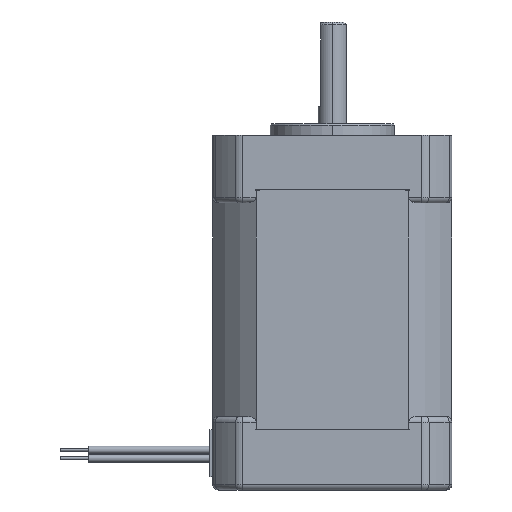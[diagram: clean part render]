
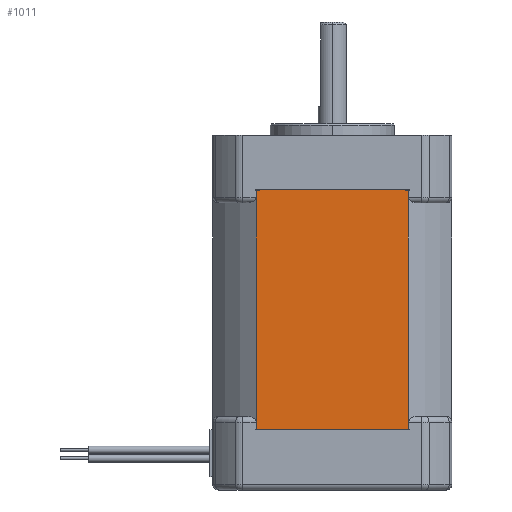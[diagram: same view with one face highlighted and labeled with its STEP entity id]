
A CAD part, left-side view. The second image highlights one B-rep face of the part: STEP entity #1011.
In plain terms, the highlighted planar face has unit normal (-1, 0, 0).
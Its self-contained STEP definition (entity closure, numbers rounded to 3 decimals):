
#141 = DIRECTION ( 'NONE',  ( 0., 1., 0. ) ) ;
#1011 = ADVANCED_FACE ( 'NONE', ( #11844 ), #11040, .F. ) ;
#1189 = CARTESIAN_POINT ( 'NONE',  ( -21.15, 13.47, 42.4 ) ) ;
#1422 = LINE ( 'NONE', #2700, #12513 ) ;
#1716 = CARTESIAN_POINT ( 'NONE',  ( -21.15, 13.47, 42.4 ) ) ;
#2291 = LINE ( 'NONE', #6530, #8796 ) ;
#2465 = VECTOR ( 'NONE', #12668, 1000. ) ;
#2700 = CARTESIAN_POINT ( 'NONE',  ( -21.15, 13.47, 0. ) ) ;
#2861 = VERTEX_POINT ( 'NONE', #5910 ) ;
#4009 = EDGE_LOOP ( 'NONE', ( #5661, #9272, #12261, #10044 ) ) ;
#5307 = CARTESIAN_POINT ( 'NONE',  ( -21.15, -13.47, 42.4 ) ) ;
#5389 = CARTESIAN_POINT ( 'NONE',  ( -21.15, 13.47, 0. ) ) ;
#5560 = EDGE_CURVE ( 'NONE', #12962, #5767, #2291, .T. ) ;
#5661 = ORIENTED_EDGE ( 'NONE', *, *, #6076, .T. ) ;
#5767 = VERTEX_POINT ( 'NONE', #13462 ) ;
#5910 = CARTESIAN_POINT ( 'NONE',  ( -21.15, 13.47, 42.4 ) ) ;
#5930 = LINE ( 'NONE', #1189, #11787 ) ;
#6076 = EDGE_CURVE ( 'NONE', #7640, #5767, #1422, .T. ) ;
#6530 = CARTESIAN_POINT ( 'NONE',  ( -21.15, -13.47, 42.4 ) ) ;
#6804 = EDGE_CURVE ( 'NONE', #2861, #7640, #5930, .T. ) ;
#7640 = VERTEX_POINT ( 'NONE', #5389 ) ;
#8689 = DIRECTION ( 'NONE',  ( 0., 0., -1. ) ) ;
#8796 = VECTOR ( 'NONE', #11950, 1000. ) ;
#9272 = ORIENTED_EDGE ( 'NONE', *, *, #5560, .F. ) ;
#9716 = AXIS2_PLACEMENT_3D ( 'NONE', #11953, #13029, #141 ) ;
#10044 = ORIENTED_EDGE ( 'NONE', *, *, #6804, .T. ) ;
#10132 = DIRECTION ( 'NONE',  ( 0., -1., 0. ) ) ;
#10992 = LINE ( 'NONE', #1716, #2465 ) ;
#11040 = PLANE ( 'NONE',  #9716 ) ;
#11685 = EDGE_CURVE ( 'NONE', #2861, #12962, #10992, .T. ) ;
#11787 = VECTOR ( 'NONE', #8689, 1000. ) ;
#11844 = FACE_OUTER_BOUND ( 'NONE', #4009, .T. ) ;
#11950 = DIRECTION ( 'NONE',  ( 0., 0., -1. ) ) ;
#11953 = CARTESIAN_POINT ( 'NONE',  ( -21.15, 13.47, 42.4 ) ) ;
#12261 = ORIENTED_EDGE ( 'NONE', *, *, #11685, .F. ) ;
#12513 = VECTOR ( 'NONE', #10132, 1000. ) ;
#12668 = DIRECTION ( 'NONE',  ( 0., -1., 0. ) ) ;
#12962 = VERTEX_POINT ( 'NONE', #5307 ) ;
#13029 = DIRECTION ( 'NONE',  ( 1., 0., 0. ) ) ;
#13462 = CARTESIAN_POINT ( 'NONE',  ( -21.15, -13.47, 0. ) ) ;
